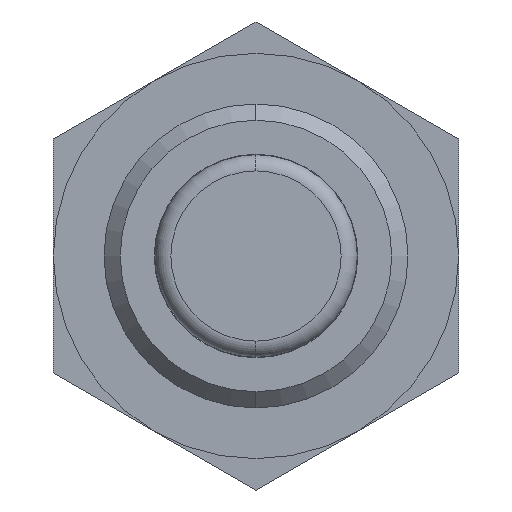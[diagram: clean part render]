
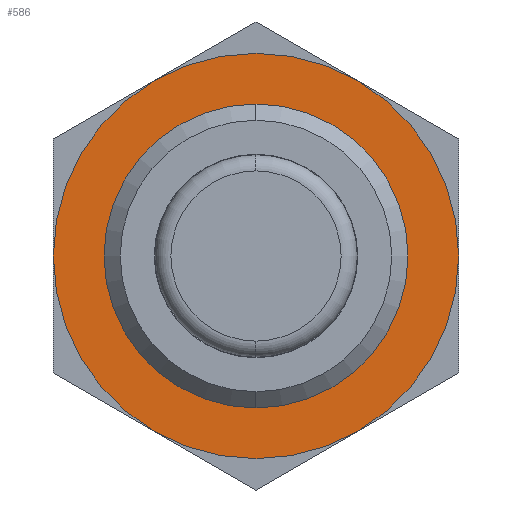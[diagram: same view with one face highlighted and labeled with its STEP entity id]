
A CAD part, left-side view. The second image highlights one B-rep face of the part: STEP entity #586.
In plain terms, the highlighted planar face has unit normal (-1, 0, 0).
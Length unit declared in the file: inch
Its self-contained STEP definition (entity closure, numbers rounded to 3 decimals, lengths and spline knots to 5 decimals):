
#76 = CARTESIAN_POINT ( 'NONE',  ( 0.28, 0., 0. ) ) ;
#100 = VERTEX_POINT ( 'NONE', #141 ) ;
#141 = CARTESIAN_POINT ( 'NONE',  ( 0.28, 0., 0.25 ) ) ;
#216 = DIRECTION ( 'NONE',  ( 0., 0., -1. ) ) ;
#217 = ORIENTED_EDGE ( 'NONE', *, *, #384, .F. ) ;
#243 = CIRCLE ( 'NONE', #1140, 0.25 ) ;
#254 = VERTEX_POINT ( 'NONE', #427 ) ;
#262 = AXIS2_PLACEMENT_3D ( 'NONE', #720, #275, #1356 ) ;
#275 = DIRECTION ( 'NONE',  ( 1., 0., 0. ) ) ;
#295 = ORIENTED_EDGE ( 'NONE', *, *, #431, .T. ) ;
#384 = EDGE_CURVE ( 'NONE', #100, #254, #243, .T. ) ;
#427 = CARTESIAN_POINT ( 'NONE',  ( 0.28, 0., -0.25 ) ) ;
#431 = EDGE_CURVE ( 'NONE', #1113, #575, #1119, .T. ) ;
#439 = CARTESIAN_POINT ( 'NONE',  ( 0.28, 0., 0. ) ) ;
#457 = CARTESIAN_POINT ( 'NONE',  ( 0.28, 0., 0.1875 ) ) ;
#482 = EDGE_CURVE ( 'NONE', #254, #100, #1045, .T. ) ;
#485 = PLANE ( 'NONE',  #262 ) ;
#511 = CARTESIAN_POINT ( 'NONE',  ( 0.28, 0., 0. ) ) ;
#525 = EDGE_LOOP ( 'NONE', ( #217, #636 ) ) ;
#534 = CARTESIAN_POINT ( 'NONE',  ( 0.28, 0., -0.1875 ) ) ;
#565 = AXIS2_PLACEMENT_3D ( 'NONE', #439, #675, #216 ) ;
#575 = VERTEX_POINT ( 'NONE', #457 ) ;
#586 = ADVANCED_FACE ( 'NONE', ( #1142, #603 ), #485, .F. ) ;
#603 = FACE_BOUND ( 'NONE', #1364, .T. ) ;
#624 = CIRCLE ( 'NONE', #799, 0.1875 ) ;
#636 = ORIENTED_EDGE ( 'NONE', *, *, #482, .F. ) ;
#675 = DIRECTION ( 'NONE',  ( 1., 0., 0. ) ) ;
#720 = CARTESIAN_POINT ( 'NONE',  ( 0.28, 0., 0. ) ) ;
#785 = DIRECTION ( 'NONE',  ( 0., 0., -1. ) ) ;
#799 = AXIS2_PLACEMENT_3D ( 'NONE', #76, #1137, #1240 ) ;
#819 = AXIS2_PLACEMENT_3D ( 'NONE', #883, #1005, #785 ) ;
#883 = CARTESIAN_POINT ( 'NONE',  ( 0.28, 0., 0. ) ) ;
#958 = DIRECTION ( 'NONE',  ( 1., 0., 0. ) ) ;
#1005 = DIRECTION ( 'NONE',  ( 1., 0., 0. ) ) ;
#1014 = ORIENTED_EDGE ( 'NONE', *, *, #1390, .T. ) ;
#1045 = CIRCLE ( 'NONE', #819, 0.25 ) ;
#1113 = VERTEX_POINT ( 'NONE', #534 ) ;
#1119 = CIRCLE ( 'NONE', #565, 0.1875 ) ;
#1137 = DIRECTION ( 'NONE',  ( 1., 0., 0. ) ) ;
#1140 = AXIS2_PLACEMENT_3D ( 'NONE', #511, #958, #1400 ) ;
#1142 = FACE_OUTER_BOUND ( 'NONE', #525, .T. ) ;
#1240 = DIRECTION ( 'NONE',  ( 0., 0., -1. ) ) ;
#1356 = DIRECTION ( 'NONE',  ( 0., 0., -1. ) ) ;
#1364 = EDGE_LOOP ( 'NONE', ( #1014, #295 ) ) ;
#1390 = EDGE_CURVE ( 'NONE', #575, #1113, #624, .T. ) ;
#1400 = DIRECTION ( 'NONE',  ( 0., 0., -1. ) ) ;
